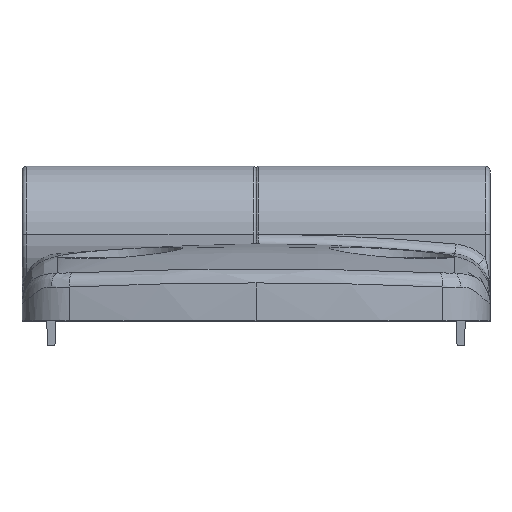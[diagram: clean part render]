
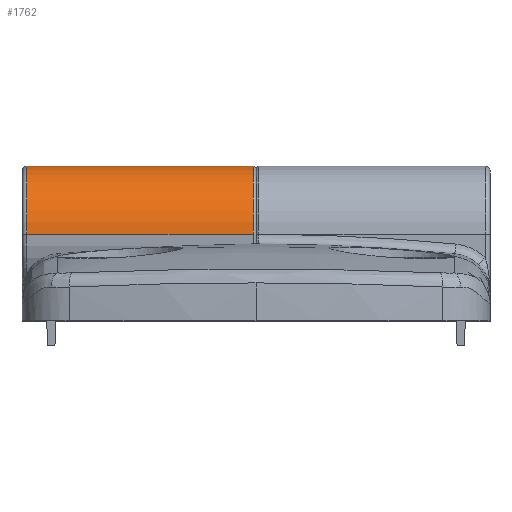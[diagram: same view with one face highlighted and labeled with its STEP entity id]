
A CAD part, top view. The second image highlights one B-rep face of the part: STEP entity #1762.
In plain terms, the highlighted cylindrical face has radius 7 mm (diameter 14 mm), a partial arc.
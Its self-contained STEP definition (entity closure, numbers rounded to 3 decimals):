
#50 = CARTESIAN_POINT ( 'NONE',  ( -0.3, 8.9, 7. ) ) ;
#175 = VERTEX_POINT ( 'NONE', #2310 ) ;
#362 = DIRECTION ( 'NONE',  ( -1., 0., 0. ) ) ;
#403 = DIRECTION ( 'NONE',  ( 0., 0., 1. ) ) ;
#412 = CARTESIAN_POINT ( 'NONE',  ( 24., 8.9, 0. ) ) ;
#451 = DIRECTION ( 'NONE',  ( 0., 0., 1. ) ) ;
#453 = DIRECTION ( 'NONE',  ( 1., 0., 0. ) ) ;
#454 = CARTESIAN_POINT ( 'NONE',  ( -23.5, 8.9, 0. ) ) ;
#537 = VERTEX_POINT ( 'NONE', #3113 ) ;
#543 = DIRECTION ( 'NONE',  ( -1., 0., 0. ) ) ;
#565 = CYLINDRICAL_SURFACE ( 'NONE', #2533, 7. ) ;
#595 = DIRECTION ( 'NONE',  ( -1., 0., 0. ) ) ;
#626 = CARTESIAN_POINT ( 'NONE',  ( 24., 8.9, 7. ) ) ;
#657 = CIRCLE ( 'NONE', #3514, 7. ) ;
#1088 = CARTESIAN_POINT ( 'NONE',  ( -0.3, 8.9, -7. ) ) ;
#1286 = VERTEX_POINT ( 'NONE', #1088 ) ;
#1358 = AXIS2_PLACEMENT_3D ( 'NONE', #454, #453, #451 ) ;
#1633 = EDGE_CURVE ( 'NONE', #537, #175, #3429, .T. ) ;
#1762 = ADVANCED_FACE ( 'NONE', ( #3248 ), #565, .T. ) ;
#2204 = ORIENTED_EDGE ( 'NONE', *, *, #3976, .T. ) ;
#2310 = CARTESIAN_POINT ( 'NONE',  ( -23.5, 8.9, 7. ) ) ;
#2404 = LINE ( 'NONE', #626, #3171 ) ;
#2533 = AXIS2_PLACEMENT_3D ( 'NONE', #412, #362, #403 ) ;
#2667 = ORIENTED_EDGE ( 'NONE', *, *, #3594, .F. ) ;
#2818 = EDGE_LOOP ( 'NONE', ( #2667, #3648, #2204, #3042 ) ) ;
#3033 = VERTEX_POINT ( 'NONE', #50 ) ;
#3042 = ORIENTED_EDGE ( 'NONE', *, *, #1633, .T. ) ;
#3093 = EDGE_CURVE ( 'NONE', #3033, #1286, #657, .T. ) ;
#3113 = CARTESIAN_POINT ( 'NONE',  ( -23.5, 8.9, -7. ) ) ;
#3171 = VECTOR ( 'NONE', #595, 1000. ) ;
#3248 = FACE_OUTER_BOUND ( 'NONE', #2818, .T. ) ;
#3429 = CIRCLE ( 'NONE', #1358, 7. ) ;
#3441 = DIRECTION ( 'NONE',  ( 0., 0., -1. ) ) ;
#3453 = DIRECTION ( 'NONE',  ( -1., 0., 0. ) ) ;
#3468 = CARTESIAN_POINT ( 'NONE',  ( -0.3, 8.9, 0. ) ) ;
#3514 = AXIS2_PLACEMENT_3D ( 'NONE', #3468, #3453, #3441 ) ;
#3594 = EDGE_CURVE ( 'NONE', #3033, #175, #2404, .T. ) ;
#3648 = ORIENTED_EDGE ( 'NONE', *, *, #3093, .T. ) ;
#3768 = VECTOR ( 'NONE', #543, 1000. ) ;
#3923 = LINE ( 'NONE', #4002, #3768 ) ;
#3976 = EDGE_CURVE ( 'NONE', #1286, #537, #3923, .T. ) ;
#4002 = CARTESIAN_POINT ( 'NONE',  ( 24., 8.9, -7. ) ) ;
